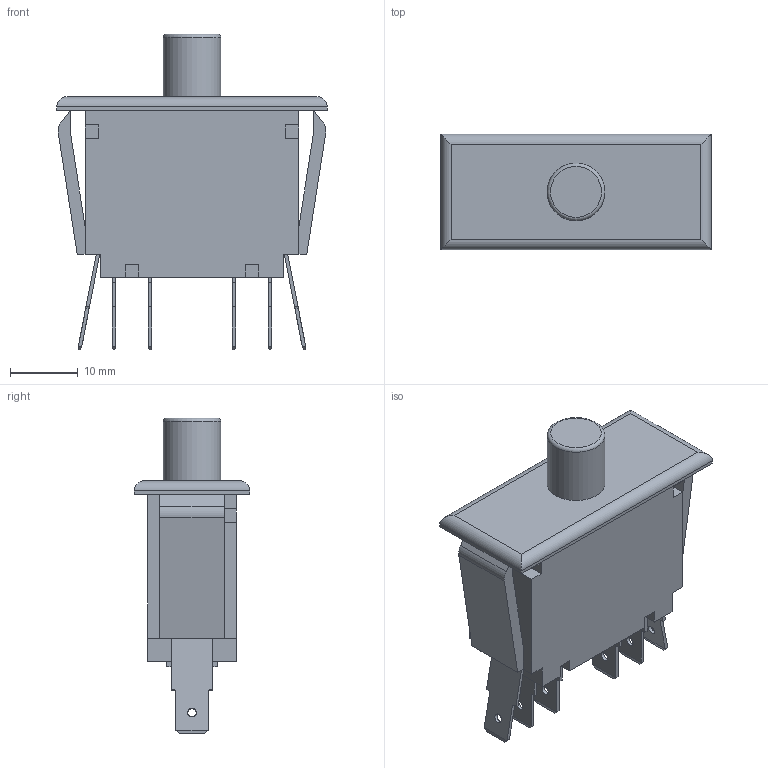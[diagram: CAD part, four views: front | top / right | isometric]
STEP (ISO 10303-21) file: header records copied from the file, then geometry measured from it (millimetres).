
FILE_DESCRIPTION((' '),'2;1');
FILE_NAME('PP2-7H1-xDx.stp','2017-07-26T16:29:31',(' '),(' '),' ','ACIS',' ');
FILE_SCHEMA(('CONFIG_CONTROL_DESIGN'));
Length unit declared in the file: inch
Products named in the file (9): PP2-7H1-xDx.stp; Body1; Body2; Body3; Body4; Body5; Body6; Body7; Body8
Assembly tree (8 placements, depth 2):
  PP2-7H1-xDx.stp
    Body1
    Body2
    Body3
    Body4
    Body5
    Body6
    Body7
    Body8
Bounding box: 39.8 x 17 x 46.47 mm (x, y, z)
Volume: 12392.6 mm3; surface area: 5995.8 mm2
Topology: 8 solids, 8 shells, 165 faces, 420 edges, 273 vertices
Faces by surface type: plane 146, cylinder 18, torus 1
Full cylindrical faces by diameter (mm): 1.295 x6, 8.5 x1, 8.535 x1
Entity records: 6132 total; most frequent: CARTESIAN_POINT 866, ORIENTED_EDGE 822, DIRECTION 808, EDGE_CURVE 411, VECTOR 378, LINE 378, VERTEX_POINT 273, AXIS2_PLACEMENT_3D 215
